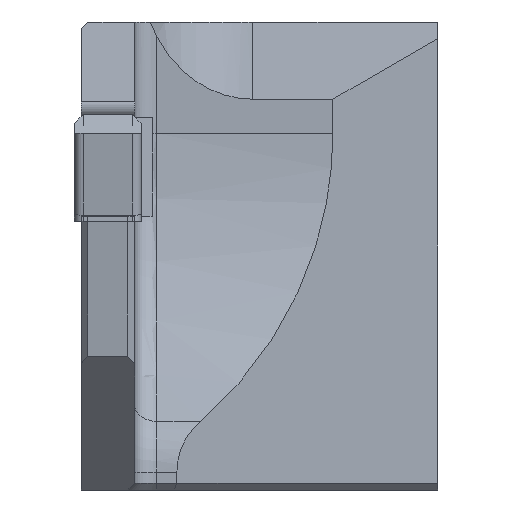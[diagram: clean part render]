
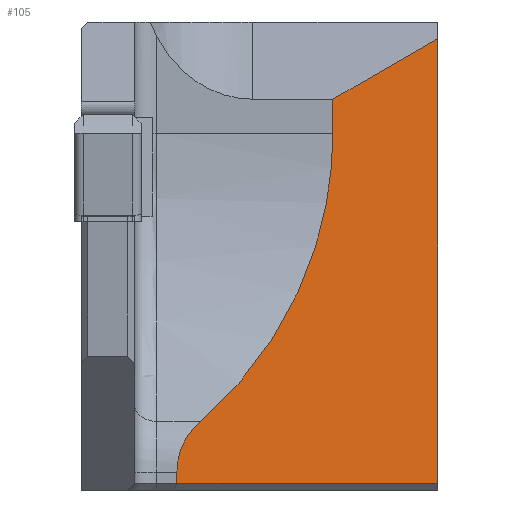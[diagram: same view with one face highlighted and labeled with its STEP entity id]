
A CAD part, left-side view. The second image highlights one B-rep face of the part: STEP entity #105.
In plain terms, the highlighted planar face has unit normal (-0.707, -0.707, 0).
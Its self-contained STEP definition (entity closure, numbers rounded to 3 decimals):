
#72=ELLIPSE('',#1238,4.243,3.);
#75=ELLIPSE('',#1254,24.042,17.);
#105=ADVANCED_FACE('',(#217),#163,.F.);
#163=PLANE('',#1267);
#217=FACE_OUTER_BOUND('',#282,.T.);
#282=EDGE_LOOP('',(#467,#468,#469,#470,#471,#472,#473));
#467=ORIENTED_EDGE('',*,*,#797,.F.);
#468=ORIENTED_EDGE('',*,*,#872,.T.);
#469=ORIENTED_EDGE('',*,*,#860,.F.);
#470=ORIENTED_EDGE('',*,*,#861,.F.);
#471=ORIENTED_EDGE('',*,*,#830,.F.);
#472=ORIENTED_EDGE('',*,*,#824,.F.);
#473=ORIENTED_EDGE('',*,*,#873,.T.);
#690=VERTEX_POINT('',#1670);
#691=VERTEX_POINT('',#1672);
#717=VERTEX_POINT('',#1729);
#718=VERTEX_POINT('',#1730);
#721=VERTEX_POINT('',#1738);
#736=VERTEX_POINT('',#1791);
#739=VERTEX_POINT('',#1797);
#797=EDGE_CURVE('',#690,#691,#964,.T.);
#824=EDGE_CURVE('',#717,#718,#986,.T.);
#830=EDGE_CURVE('',#718,#721,#72,.T.);
#860=EDGE_CURVE('',#739,#736,#1016,.T.);
#861=EDGE_CURVE('',#721,#739,#75,.T.);
#872=EDGE_CURVE('',#690,#736,#1018,.T.);
#873=EDGE_CURVE('',#717,#691,#1019,.T.);
#964=LINE('',#1671,#1098);
#986=LINE('',#1728,#1120);
#1016=LINE('',#1798,#1150);
#1018=LINE('',#1837,#1152);
#1019=LINE('',#1838,#1153);
#1098=VECTOR('',#1334,1.);
#1120=VECTOR('',#1374,1.);
#1150=VECTOR('',#1438,1.);
#1152=VECTOR('',#1468,1.);
#1153=VECTOR('',#1469,1.);
#1238=AXIS2_PLACEMENT_3D('',#1741,#1383,#1384);
#1254=AXIS2_PLACEMENT_3D('',#1800,#1441,#1442);
#1267=AXIS2_PLACEMENT_3D('',#1839,#1470,#1471);
#1334=DIRECTION('',(0.,0.,-1.));
#1374=DIRECTION('',(0.,0.,1.));
#1383=DIRECTION('',(0.707,0.707,0.));
#1384=DIRECTION('',(-0.707,0.707,0.));
#1438=DIRECTION('',(0.,0.,1.));
#1441=DIRECTION('',(-0.707,-0.707,0.));
#1442=DIRECTION('',(-0.707,0.707,0.));
#1468=DIRECTION('',(-0.655,0.655,-0.378));
#1469=DIRECTION('',(0.707,-0.707,0.));
#1470=DIRECTION('',(0.707,0.707,0.));
#1471=DIRECTION('',(0.707,-0.707,0.));
#1670=CARTESIAN_POINT('',(21.7,0.,4.249));
#1671=CARTESIAN_POINT('',(21.7,0.,30.));
#1672=CARTESIAN_POINT('',(21.7,0.,-15.7));
#1728=CARTESIAN_POINT('',(10.,11.7,30.));
#1729=CARTESIAN_POINT('',(10.,11.7,-15.7));
#1730=CARTESIAN_POINT('',(10.,11.7,-15.199));
#1738=CARTESIAN_POINT('',(11.05,10.65,-12.919));
#1741=CARTESIAN_POINT('',(13.,8.7,-15.199));
#1791=CARTESIAN_POINT('',(17.,4.7,1.536));
#1797=CARTESIAN_POINT('',(17.,4.7,0.));
#1798=CARTESIAN_POINT('',(17.,4.7,30.));
#1800=CARTESIAN_POINT('',(0.,21.7,0.));
#1837=CARTESIAN_POINT('',(28.072,-6.372,7.928));
#1838=CARTESIAN_POINT('',(21.7,0.,-15.7));
#1839=CARTESIAN_POINT('',(21.7,0.,30.));
